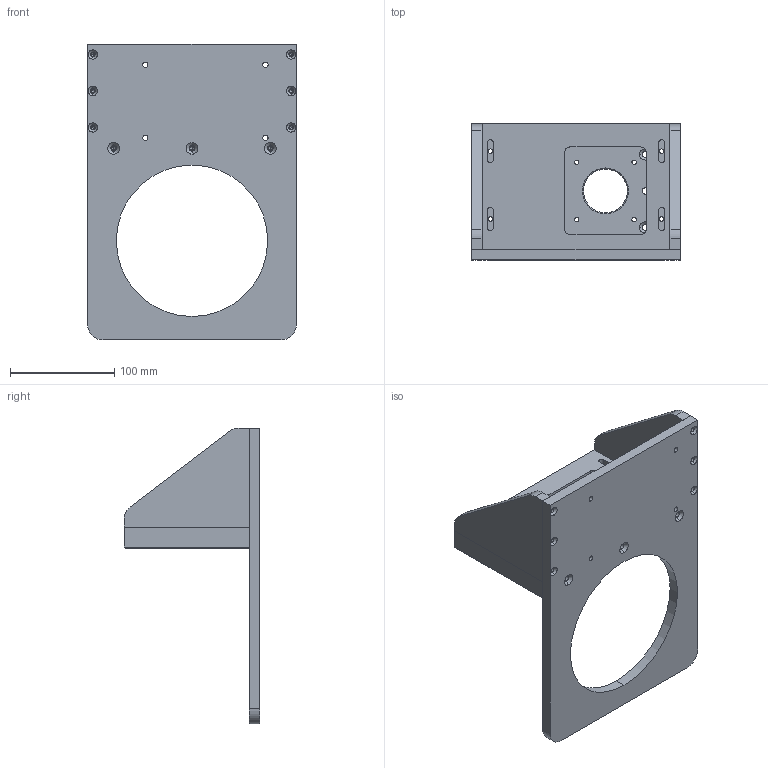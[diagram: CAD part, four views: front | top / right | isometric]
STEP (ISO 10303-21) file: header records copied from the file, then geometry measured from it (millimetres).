
FILE_DESCRIPTION (( 'STEP AP214' ), '1' );
FILE_NAME ('GalvoBracketAssy.STEP', '2022-09-06T14:50:39', ( '' ), ( '' ), 'SwSTEP 2.0', 'SolidWorks 2020', '' );
FILE_SCHEMA (( 'AUTOMOTIVE_DESIGN' ));
Length unit declared in the file: millimetre
Products named in the file (1): GalvoBracketAssy
Bounding box: 200 x 130 x 283.5 mm (x, y, z)
Volume: 913142.1 mm3; surface area: 231065.9 mm2
Topology: 5 solids, 5 shells, 234 faces, 610 edges, 371 vertices
Faces by surface type: cylinder 118, cone 58, plane 58
Entity records: 7816 total; most frequent: DIRECTION 1314, CARTESIAN_POINT 1186, ORIENTED_EDGE 1160, EDGE_CURVE 580, AXIS2_PLACEMENT_3D 499, VERTEX_POINT 371, EDGE_LOOP 329, VECTOR 316
